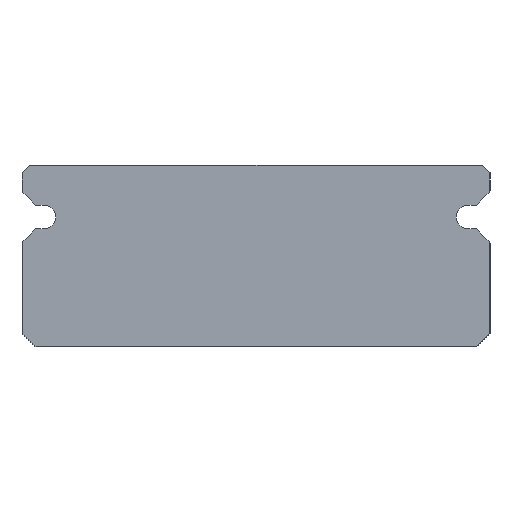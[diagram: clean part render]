
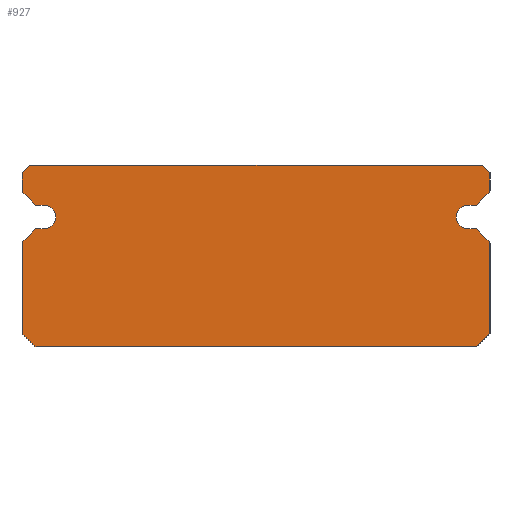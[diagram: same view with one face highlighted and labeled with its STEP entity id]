
A CAD part, left-side view. The second image highlights one B-rep face of the part: STEP entity #927.
In plain terms, the highlighted planar face has unit normal (-1, 0, 0).
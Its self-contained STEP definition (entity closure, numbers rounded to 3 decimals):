
#83=CIRCLE('',#1000,0.15);
#84=CIRCLE('',#1002,1.05);
#85=CIRCLE('',#1004,0.15);
#86=CIRCLE('',#1007,0.45);
#87=CIRCLE('',#1010,0.15);
#88=CIRCLE('',#1012,1.05);
#89=CIRCLE('',#1014,0.15);
#90=CIRCLE('',#1017,0.15);
#91=CIRCLE('',#1018,1.05);
#92=CIRCLE('',#1019,0.15);
#93=CIRCLE('',#1020,0.45);
#94=CIRCLE('',#1021,0.15);
#95=CIRCLE('',#1022,1.05);
#96=CIRCLE('',#1023,0.15);
#143=FACE_OUTER_BOUND('',#197,.T.);
#197=EDGE_LOOP('',(#705,#706,#707,#708,#709,#710,#711,#712,#713,#714,#715,
#716,#717,#718,#719,#720,#721,#722,#723,#724,#725,#726,#727,#728,#729,#730,
#731,#732));
#263=LINE('',#1405,#335);
#279=LINE('',#1465,#351);
#281=LINE('',#1469,#353);
#286=LINE('',#1485,#358);
#289=LINE('',#1493,#361);
#294=LINE('',#1508,#366);
#295=LINE('',#1511,#367);
#296=LINE('',#1513,#368);
#297=LINE('',#1515,#369);
#298=LINE('',#1517,#370);
#299=LINE('',#1525,#371);
#300=LINE('',#1529,#372);
#301=LINE('',#1537,#373);
#302=LINE('',#1538,#374);
#335=VECTOR('',#1101,0.707);
#351=VECTOR('',#1149,0.424);
#353=VECTOR('',#1153,0.673);
#358=VECTOR('',#1172,0.281);
#361=VECTOR('',#1181,0.281);
#366=VECTOR('',#1200,3.473);
#367=VECTOR('',#1203,17.);
#368=VECTOR('',#1204,17.4);
#369=VECTOR('',#1205,0.424);
#370=VECTOR('',#1206,0.673);
#371=VECTOR('',#1213,0.281);
#372=VECTOR('',#1216,0.281);
#373=VECTOR('',#1223,3.473);
#374=VECTOR('',#1224,0.707);
#407=VERTEX_POINT('',#1402);
#408=VERTEX_POINT('',#1404);
#435=VERTEX_POINT('',#1462);
#436=VERTEX_POINT('',#1464);
#437=VERTEX_POINT('',#1468);
#438=VERTEX_POINT('',#1472);
#439=VERTEX_POINT('',#1476);
#440=VERTEX_POINT('',#1480);
#441=VERTEX_POINT('',#1484);
#442=VERTEX_POINT('',#1488);
#443=VERTEX_POINT('',#1492);
#444=VERTEX_POINT('',#1496);
#445=VERTEX_POINT('',#1500);
#446=VERTEX_POINT('',#1504);
#447=VERTEX_POINT('',#1510);
#448=VERTEX_POINT('',#1512);
#449=VERTEX_POINT('',#1514);
#450=VERTEX_POINT('',#1516);
#451=VERTEX_POINT('',#1518);
#452=VERTEX_POINT('',#1520);
#453=VERTEX_POINT('',#1522);
#454=VERTEX_POINT('',#1524);
#455=VERTEX_POINT('',#1526);
#456=VERTEX_POINT('',#1528);
#457=VERTEX_POINT('',#1530);
#458=VERTEX_POINT('',#1532);
#459=VERTEX_POINT('',#1534);
#460=VERTEX_POINT('',#1536);
#495=EDGE_CURVE('',#408,#407,#263,.T.);
#525=EDGE_CURVE('',#436,#435,#279,.T.);
#527=EDGE_CURVE('',#437,#436,#281,.T.);
#529=EDGE_CURVE('',#438,#437,#83,.T.);
#531=EDGE_CURVE('',#439,#438,#84,.T.);
#533=EDGE_CURVE('',#440,#439,#85,.T.);
#535=EDGE_CURVE('',#441,#440,#286,.T.);
#537=EDGE_CURVE('',#442,#441,#86,.T.);
#539=EDGE_CURVE('',#443,#442,#289,.T.);
#541=EDGE_CURVE('',#444,#443,#87,.T.);
#543=EDGE_CURVE('',#445,#444,#88,.T.);
#545=EDGE_CURVE('',#446,#445,#89,.T.);
#547=EDGE_CURVE('',#407,#446,#294,.T.);
#548=EDGE_CURVE('',#447,#408,#295,.T.);
#549=EDGE_CURVE('',#435,#448,#296,.T.);
#550=EDGE_CURVE('',#448,#449,#297,.T.);
#551=EDGE_CURVE('',#449,#450,#298,.T.);
#552=EDGE_CURVE('',#450,#451,#90,.T.);
#553=EDGE_CURVE('',#451,#452,#91,.T.);
#554=EDGE_CURVE('',#452,#453,#92,.T.);
#555=EDGE_CURVE('',#453,#454,#299,.T.);
#556=EDGE_CURVE('',#454,#455,#93,.T.);
#557=EDGE_CURVE('',#455,#456,#300,.T.);
#558=EDGE_CURVE('',#456,#457,#94,.T.);
#559=EDGE_CURVE('',#457,#458,#95,.T.);
#560=EDGE_CURVE('',#458,#459,#96,.T.);
#561=EDGE_CURVE('',#459,#460,#301,.T.);
#562=EDGE_CURVE('',#460,#447,#302,.T.);
#705=ORIENTED_EDGE('',*,*,#548,.T.);
#706=ORIENTED_EDGE('',*,*,#495,.T.);
#707=ORIENTED_EDGE('',*,*,#547,.T.);
#708=ORIENTED_EDGE('',*,*,#545,.T.);
#709=ORIENTED_EDGE('',*,*,#543,.T.);
#710=ORIENTED_EDGE('',*,*,#541,.T.);
#711=ORIENTED_EDGE('',*,*,#539,.T.);
#712=ORIENTED_EDGE('',*,*,#537,.T.);
#713=ORIENTED_EDGE('',*,*,#535,.T.);
#714=ORIENTED_EDGE('',*,*,#533,.T.);
#715=ORIENTED_EDGE('',*,*,#531,.T.);
#716=ORIENTED_EDGE('',*,*,#529,.T.);
#717=ORIENTED_EDGE('',*,*,#527,.T.);
#718=ORIENTED_EDGE('',*,*,#525,.T.);
#719=ORIENTED_EDGE('',*,*,#549,.T.);
#720=ORIENTED_EDGE('',*,*,#550,.T.);
#721=ORIENTED_EDGE('',*,*,#551,.T.);
#722=ORIENTED_EDGE('',*,*,#552,.T.);
#723=ORIENTED_EDGE('',*,*,#553,.T.);
#724=ORIENTED_EDGE('',*,*,#554,.T.);
#725=ORIENTED_EDGE('',*,*,#555,.T.);
#726=ORIENTED_EDGE('',*,*,#556,.T.);
#727=ORIENTED_EDGE('',*,*,#557,.T.);
#728=ORIENTED_EDGE('',*,*,#558,.T.);
#729=ORIENTED_EDGE('',*,*,#559,.T.);
#730=ORIENTED_EDGE('',*,*,#560,.T.);
#731=ORIENTED_EDGE('',*,*,#561,.T.);
#732=ORIENTED_EDGE('',*,*,#562,.T.);
#896=PLANE('',#1016);
#927=ADVANCED_FACE('',(#143),#896,.F.);
#1000=AXIS2_PLACEMENT_3D('',#1473,#1157,#1158);
#1002=AXIS2_PLACEMENT_3D('',#1477,#1162,#1163);
#1004=AXIS2_PLACEMENT_3D('',#1481,#1167,#1168);
#1007=AXIS2_PLACEMENT_3D('',#1489,#1176,#1177);
#1010=AXIS2_PLACEMENT_3D('',#1497,#1185,#1186);
#1012=AXIS2_PLACEMENT_3D('',#1501,#1190,#1191);
#1014=AXIS2_PLACEMENT_3D('',#1505,#1195,#1196);
#1016=AXIS2_PLACEMENT_3D('',#1509,#1201,#1202);
#1017=AXIS2_PLACEMENT_3D('',#1519,#1207,#1208);
#1018=AXIS2_PLACEMENT_3D('',#1521,#1209,#1210);
#1019=AXIS2_PLACEMENT_3D('',#1523,#1211,#1212);
#1020=AXIS2_PLACEMENT_3D('',#1527,#1214,#1215);
#1021=AXIS2_PLACEMENT_3D('',#1531,#1217,#1218);
#1022=AXIS2_PLACEMENT_3D('',#1533,#1219,#1220);
#1023=AXIS2_PLACEMENT_3D('',#1535,#1221,#1222);
#1101=DIRECTION('',(0.,-0.707,0.707));
#1149=DIRECTION('',(0.,0.707,0.707));
#1153=DIRECTION('',(0.,0.,1.));
#1157=DIRECTION('center_axis',(-1.,0.,0.));
#1158=DIRECTION('ref_axis',(0.,-0.517,-0.856));
#1162=DIRECTION('center_axis',(1.,0.,0.));
#1163=DIRECTION('ref_axis',(0.,0.866,0.5));
#1167=DIRECTION('center_axis',(-1.,0.,0.));
#1168=DIRECTION('ref_axis',(0.,0.,-1.));
#1172=DIRECTION('',(0.,-1.,0.));
#1176=DIRECTION('center_axis',(1.,0.,0.));
#1177=DIRECTION('ref_axis',(0.,0.,-1.));
#1181=DIRECTION('',(0.,1.,0.));
#1185=DIRECTION('center_axis',(-1.,0.,0.));
#1186=DIRECTION('ref_axis',(0.,-0.866,0.5));
#1190=DIRECTION('center_axis',(1.,0.,0.));
#1191=DIRECTION('ref_axis',(0.,0.517,-0.856));
#1195=DIRECTION('center_axis',(-1.,0.,0.));
#1196=DIRECTION('ref_axis',(0.,-1.,0.));
#1200=DIRECTION('',(0.,0.,1.));
#1201=DIRECTION('center_axis',(1.,0.,0.));
#1202=DIRECTION('ref_axis',(0.,1.,0.));
#1203=DIRECTION('',(0.,-1.,0.));
#1204=DIRECTION('',(0.,1.,0.));
#1205=DIRECTION('',(0.,0.707,-0.707));
#1206=DIRECTION('',(0.,0.,-1.));
#1207=DIRECTION('center_axis',(-1.,0.,0.));
#1208=DIRECTION('ref_axis',(0.,1.,0.));
#1209=DIRECTION('center_axis',(1.,0.,0.));
#1210=DIRECTION('ref_axis',(0.,-0.517,0.856));
#1211=DIRECTION('center_axis',(-1.,0.,0.));
#1212=DIRECTION('ref_axis',(0.,0.866,-0.5));
#1213=DIRECTION('',(0.,-1.,0.));
#1214=DIRECTION('center_axis',(1.,0.,0.));
#1215=DIRECTION('ref_axis',(0.,0.,1.));
#1216=DIRECTION('',(0.,1.,0.));
#1217=DIRECTION('center_axis',(-1.,0.,0.));
#1218=DIRECTION('ref_axis',(0.,0.,1.));
#1219=DIRECTION('center_axis',(1.,0.,0.));
#1220=DIRECTION('ref_axis',(0.,-0.866,-0.5));
#1221=DIRECTION('center_axis',(-1.,0.,0.));
#1222=DIRECTION('ref_axis',(0.,0.517,0.856));
#1223=DIRECTION('',(0.,0.,-1.));
#1224=DIRECTION('',(0.,-0.707,-0.707));
#1402=CARTESIAN_POINT('',(-4.,-9.,0.5));
#1404=CARTESIAN_POINT('',(-4.,-8.5,0.));
#1405=CARTESIAN_POINT('',(-4.,-8.5,0.));
#1462=CARTESIAN_POINT('',(-4.,-8.7,7.));
#1464=CARTESIAN_POINT('',(-4.,-9.,6.7));
#1465=CARTESIAN_POINT('',(-4.,-9.,6.7));
#1468=CARTESIAN_POINT('',(-4.,-9.,6.027));
#1469=CARTESIAN_POINT('',(-4.,-9.,6.027));
#1472=CARTESIAN_POINT('',(-4.,-8.928,5.899));
#1473=CARTESIAN_POINT('Origin',(-4.,-8.85,6.027));
#1476=CARTESIAN_POINT('',(-4.,-8.561,5.525));
#1477=CARTESIAN_POINT('Origin',(-4.,-9.471,5.));
#1480=CARTESIAN_POINT('',(-4.,-8.431,5.45));
#1481=CARTESIAN_POINT('Origin',(-4.,-8.431,5.6));
#1484=CARTESIAN_POINT('',(-4.,-8.15,5.45));
#1485=CARTESIAN_POINT('',(-4.,-8.15,5.45));
#1488=CARTESIAN_POINT('',(-4.,-8.15,4.55));
#1489=CARTESIAN_POINT('Origin',(-4.,-8.15,5.));
#1492=CARTESIAN_POINT('',(-4.,-8.431,4.55));
#1493=CARTESIAN_POINT('',(-4.,-8.431,4.55));
#1496=CARTESIAN_POINT('',(-4.,-8.561,4.475));
#1497=CARTESIAN_POINT('Origin',(-4.,-8.431,4.4));
#1500=CARTESIAN_POINT('',(-4.,-8.928,4.101));
#1501=CARTESIAN_POINT('Origin',(-4.,-9.471,5.));
#1504=CARTESIAN_POINT('',(-4.,-9.,3.973));
#1505=CARTESIAN_POINT('Origin',(-4.,-8.85,3.973));
#1508=CARTESIAN_POINT('',(-4.,-9.,0.5));
#1509=CARTESIAN_POINT('Origin',(-4.,0.,3.609));
#1510=CARTESIAN_POINT('',(-4.,8.5,0.));
#1511=CARTESIAN_POINT('',(-4.,8.5,0.));
#1512=CARTESIAN_POINT('',(-4.,8.7,7.));
#1513=CARTESIAN_POINT('',(-4.,-8.7,7.));
#1514=CARTESIAN_POINT('',(-4.,9.,6.7));
#1515=CARTESIAN_POINT('',(-4.,8.7,7.));
#1516=CARTESIAN_POINT('',(-4.,9.,6.027));
#1517=CARTESIAN_POINT('',(-4.,9.,6.7));
#1518=CARTESIAN_POINT('',(-4.,8.928,5.899));
#1519=CARTESIAN_POINT('Origin',(-4.,8.85,6.027));
#1520=CARTESIAN_POINT('',(-4.,8.561,5.525));
#1521=CARTESIAN_POINT('Origin',(-4.,9.471,5.));
#1522=CARTESIAN_POINT('',(-4.,8.431,5.45));
#1523=CARTESIAN_POINT('Origin',(-4.,8.431,5.6));
#1524=CARTESIAN_POINT('',(-4.,8.15,5.45));
#1525=CARTESIAN_POINT('',(-4.,8.431,5.45));
#1526=CARTESIAN_POINT('',(-4.,8.15,4.55));
#1527=CARTESIAN_POINT('Origin',(-4.,8.15,5.));
#1528=CARTESIAN_POINT('',(-4.,8.431,4.55));
#1529=CARTESIAN_POINT('',(-4.,8.15,4.55));
#1530=CARTESIAN_POINT('',(-4.,8.561,4.475));
#1531=CARTESIAN_POINT('Origin',(-4.,8.431,4.4));
#1532=CARTESIAN_POINT('',(-4.,8.928,4.101));
#1533=CARTESIAN_POINT('Origin',(-4.,9.471,5.));
#1534=CARTESIAN_POINT('',(-4.,9.,3.973));
#1535=CARTESIAN_POINT('Origin',(-4.,8.85,3.973));
#1536=CARTESIAN_POINT('',(-4.,9.,0.5));
#1537=CARTESIAN_POINT('',(-4.,9.,3.973));
#1538=CARTESIAN_POINT('',(-4.,9.,0.5));
